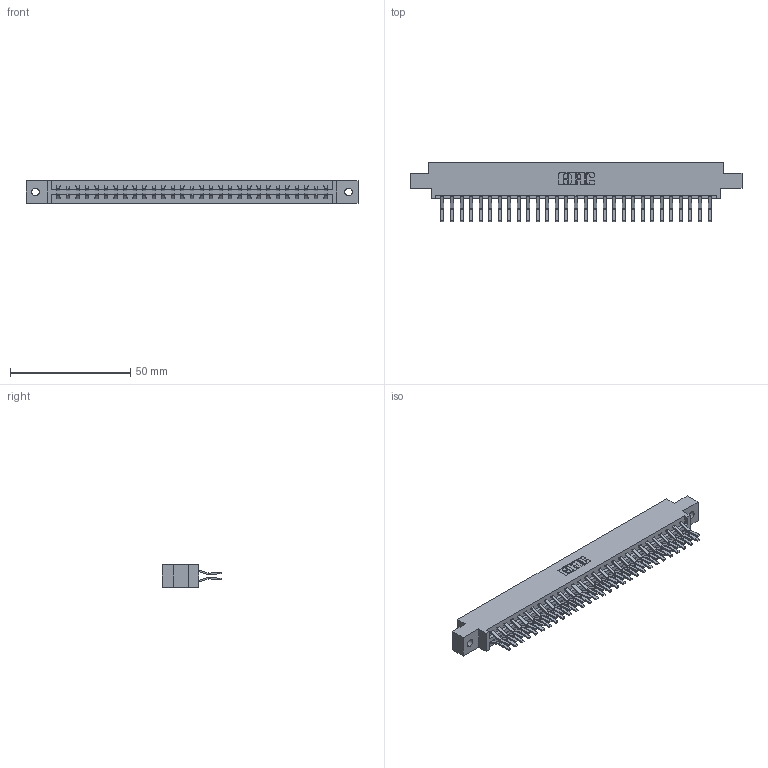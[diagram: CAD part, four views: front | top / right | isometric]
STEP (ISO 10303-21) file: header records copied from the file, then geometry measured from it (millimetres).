
FILE_DESCRIPTION (( 'STEP AP203' ), '1' );
FILE_NAME ('387-058-560-802.STEP', '2019-10-19T10:34:13', ( '' ), ( '' ), 'SwSTEP 2.0', 'SolidWorks 2016', '' );
FILE_SCHEMA (( 'CONFIG_CONTROL_DESIGN' ));
Length unit declared in the file: inch
Products named in the file (3): 387-058-560-802; 337 Part_0.170 Offset - 0.128 Dia; 345-292-001_560 Tail
Assembly tree (59 placements, depth 2):
  387-058-560-802
    337 Part_0.170 Offset - 0.128 Dia
    345-292-001_560 Tail  x58
Bounding box: 137.92 x 24.78 x 9.4 mm (x, y, z)
Volume: 14588.3 mm3; surface area: 17301.2 mm2
Topology: 59 solids, 59 shells, 3366 faces, 10009 edges, 6594 vertices
Faces by surface type: plane 2278, cylinder 1088
Entity records: 24389 total; most frequent: CARTESIAN_POINT 4122, ORIENTED_EDGE 4058, DIRECTION 3533, EDGE_CURVE 2029, VECTOR 1897, LINE 1897, VERTEX_POINT 1350, AXIS2_PLACEMENT_3D 818
